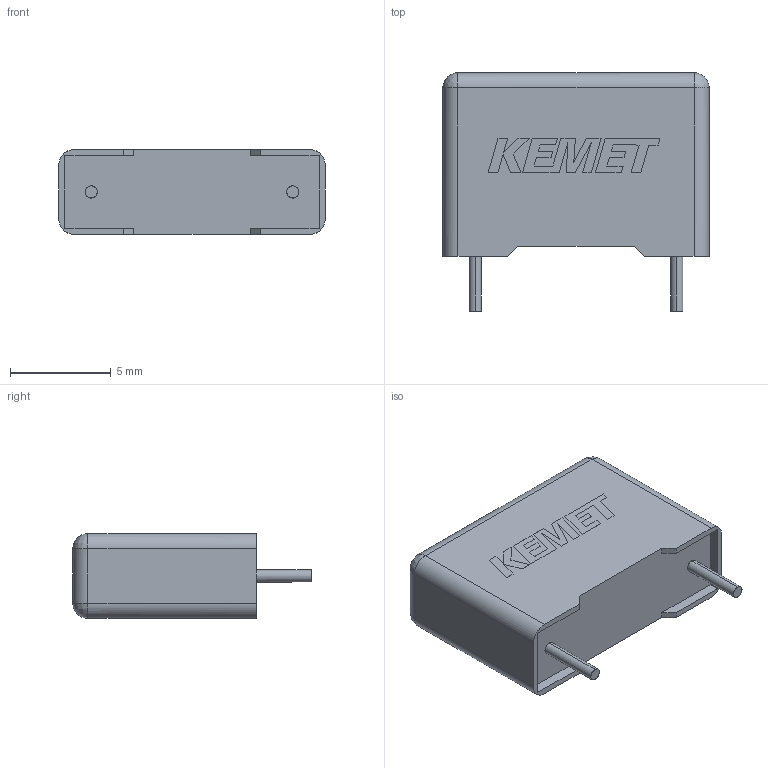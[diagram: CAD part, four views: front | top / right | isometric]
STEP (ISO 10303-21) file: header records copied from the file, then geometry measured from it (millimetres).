
FILE_DESCRIPTION(/* description */ (''),/* implementation_level */ '2;1');
FILE_NAME(/* name */ 'THAF71~1',/* time_stamp */ '2017-04-05T17:21:08+03:00',/* author */ (''),/* organization */ (''),/* preprocessor_version */ 'ST-DEVELOPER v15',/* originating_system */ '',/* authorisation */ '');
FILE_SCHEMA (('AUTOMOTIVE_DESIGN'));
Length unit declared in the file: millimetre
Products named in the file (1): Document
Bounding box: 13.2 x 11.82 x 4.2 mm (x, y, z)
Surface area: 436.8 mm2 (no closed solid volume)
Topology: 0 solids, 93 shells, 93 faces, 478 edges, 474 vertices
Faces by surface type: plane 77, bspline 16
Entity records: 5361 total; most frequent: CARTESIAN_POINT 1977, ORIENTED_EDGE 474, EDGE_CURVE 474, VERTEX_POINT 474, B_SPLINE_CURVE_WITH_KNOTS 402, EDGE_LOOP 95, COLOUR_RGB 93, FILL_AREA_STYLE_COLOUR 93
